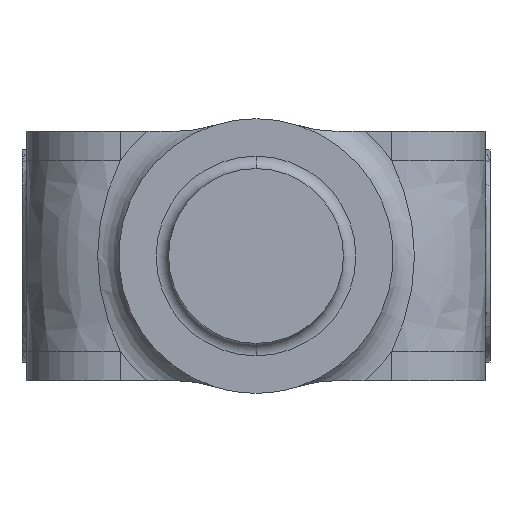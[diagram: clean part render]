
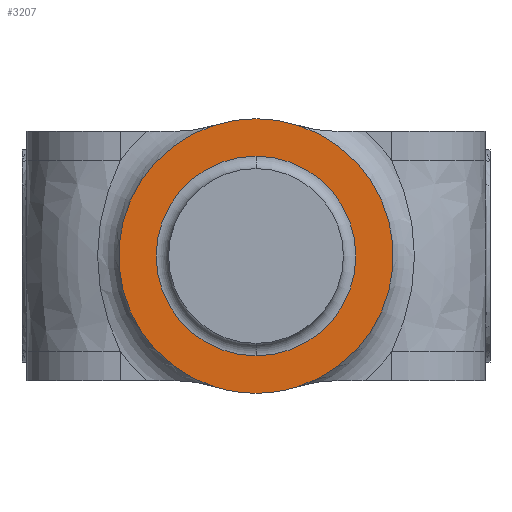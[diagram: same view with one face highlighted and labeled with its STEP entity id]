
A CAD part, front view. The second image highlights one B-rep face of the part: STEP entity #3207.
In plain terms, the highlighted planar face has unit normal (0, -1, 0).
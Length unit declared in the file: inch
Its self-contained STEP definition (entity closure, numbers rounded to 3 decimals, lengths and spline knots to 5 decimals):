
#108 = VERTEX_POINT ( 'NONE', #904 ) ;
#209 = CARTESIAN_POINT ( 'NONE',  ( 0., 0., 0. ) ) ;
#361 = EDGE_CURVE ( 'NONE', #662, #2594, #1467, .T. ) ;
#365 = ORIENTED_EDGE ( 'NONE', *, *, #2574, .F. ) ;
#384 = DIRECTION ( 'NONE',  ( 0., 1., 0. ) ) ;
#512 = DIRECTION ( 'NONE',  ( 0., 0., 1. ) ) ;
#556 = CARTESIAN_POINT ( 'NONE',  ( 0., 0., 0. ) ) ;
#579 = DIRECTION ( 'NONE',  ( 0., 0., 1. ) ) ;
#596 = DIRECTION ( 'NONE',  ( 0., 1., 0. ) ) ;
#662 = VERTEX_POINT ( 'NONE', #1358 ) ;
#667 = FACE_OUTER_BOUND ( 'NONE', #677, .T. ) ;
#677 = EDGE_LOOP ( 'NONE', ( #1144, #3706, #4111, #3882, #365 ) ) ;
#851 = CARTESIAN_POINT ( 'NONE',  ( 0.3354, 0., -1.04762 ) ) ;
#904 = CARTESIAN_POINT ( 'NONE',  ( 0.3354, 0., 1.04762 ) ) ;
#954 = DIRECTION ( 'NONE',  ( 0., 0., 1. ) ) ;
#955 = DIRECTION ( 'NONE',  ( 0., 0., 1. ) ) ;
#1051 = AXIS2_PLACEMENT_3D ( 'NONE', #556, #1939, #3930 ) ;
#1144 = ORIENTED_EDGE ( 'NONE', *, *, #361, .F. ) ;
#1196 = CIRCLE ( 'NONE', #1051, 0.8 ) ;
#1259 = CIRCLE ( 'NONE', #1824, 0.8 ) ;
#1285 = EDGE_CURVE ( 'NONE', #2409, #1914, #1259, .T. ) ;
#1328 = EDGE_CURVE ( 'NONE', #1914, #2409, #1196, .T. ) ;
#1332 = PLANE ( 'NONE',  #3173 ) ;
#1358 = CARTESIAN_POINT ( 'NONE',  ( -0.3354, 0., -1.04762 ) ) ;
#1376 = FACE_BOUND ( 'NONE', #1437, .T. ) ;
#1437 = EDGE_LOOP ( 'NONE', ( #2213, #3427 ) ) ;
#1467 = CIRCLE ( 'NONE', #2298, 1.1 ) ;
#1764 = DIRECTION ( 'NONE',  ( 0., 0., 1. ) ) ;
#1824 = AXIS2_PLACEMENT_3D ( 'NONE', #2449, #3126, #1764 ) ;
#1914 = VERTEX_POINT ( 'NONE', #3152 ) ;
#1939 = DIRECTION ( 'NONE',  ( 0., 1., 0. ) ) ;
#1940 = DIRECTION ( 'NONE',  ( 0., 1., 0. ) ) ;
#2055 = CIRCLE ( 'NONE', #2825, 1.1 ) ;
#2072 = EDGE_CURVE ( 'NONE', #2256, #4152, #2055, .T. ) ;
#2213 = ORIENTED_EDGE ( 'NONE', *, *, #1285, .T. ) ;
#2256 = VERTEX_POINT ( 'NONE', #851 ) ;
#2298 = AXIS2_PLACEMENT_3D ( 'NONE', #3869, #384, #512 ) ;
#2409 = VERTEX_POINT ( 'NONE', #2451 ) ;
#2433 = EDGE_CURVE ( 'NONE', #4152, #662, #2854, .T. ) ;
#2449 = CARTESIAN_POINT ( 'NONE',  ( 0., 0., 0. ) ) ;
#2451 = CARTESIAN_POINT ( 'NONE',  ( 0., 0., 0.8 ) ) ;
#2507 = CIRCLE ( 'NONE', #4122, 1.1 ) ;
#2574 = EDGE_CURVE ( 'NONE', #2594, #108, #2507, .T. ) ;
#2582 = CARTESIAN_POINT ( 'NONE',  ( 0., 0., 0. ) ) ;
#2594 = VERTEX_POINT ( 'NONE', #4133 ) ;
#2648 = AXIS2_PLACEMENT_3D ( 'NONE', #209, #3569, #3256 ) ;
#2825 = AXIS2_PLACEMENT_3D ( 'NONE', #3608, #596, #579 ) ;
#2854 = CIRCLE ( 'NONE', #2648, 1.1 ) ;
#2945 = CARTESIAN_POINT ( 'NONE',  ( 0., 0., -1.1 ) ) ;
#3126 = DIRECTION ( 'NONE',  ( 0., 1., 0. ) ) ;
#3152 = CARTESIAN_POINT ( 'NONE',  ( 0., 0., -0.8 ) ) ;
#3173 = AXIS2_PLACEMENT_3D ( 'NONE', #4048, #4070, #3394 ) ;
#3207 = ADVANCED_FACE ( 'NONE', ( #1376, #667 ), #1332, .F. ) ;
#3256 = DIRECTION ( 'NONE',  ( 0., 0., 1. ) ) ;
#3359 = EDGE_CURVE ( 'NONE', #108, #2256, #4197, .T. ) ;
#3394 = DIRECTION ( 'NONE',  ( 0., 0., 1. ) ) ;
#3427 = ORIENTED_EDGE ( 'NONE', *, *, #1328, .T. ) ;
#3569 = DIRECTION ( 'NONE',  ( 0., 1., 0. ) ) ;
#3608 = CARTESIAN_POINT ( 'NONE',  ( 0., 0., 0. ) ) ;
#3645 = CARTESIAN_POINT ( 'NONE',  ( 0., 0., 0. ) ) ;
#3706 = ORIENTED_EDGE ( 'NONE', *, *, #2433, .F. ) ;
#3869 = CARTESIAN_POINT ( 'NONE',  ( 0., 0., 0. ) ) ;
#3882 = ORIENTED_EDGE ( 'NONE', *, *, #3359, .F. ) ;
#3930 = DIRECTION ( 'NONE',  ( 0., 0., 1. ) ) ;
#4048 = CARTESIAN_POINT ( 'NONE',  ( 0., 0., 0. ) ) ;
#4070 = DIRECTION ( 'NONE',  ( 0., 1., 0. ) ) ;
#4111 = ORIENTED_EDGE ( 'NONE', *, *, #2072, .F. ) ;
#4122 = AXIS2_PLACEMENT_3D ( 'NONE', #3645, #1940, #954 ) ;
#4133 = CARTESIAN_POINT ( 'NONE',  ( -0.3354, 0., 1.04762 ) ) ;
#4152 = VERTEX_POINT ( 'NONE', #2945 ) ;
#4197 = CIRCLE ( 'NONE', #4334, 1.1 ) ;
#4230 = DIRECTION ( 'NONE',  ( 0., 1., 0. ) ) ;
#4334 = AXIS2_PLACEMENT_3D ( 'NONE', #2582, #4230, #955 ) ;
